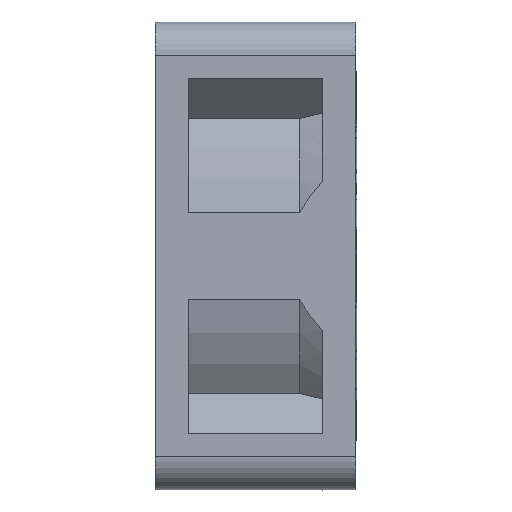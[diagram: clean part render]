
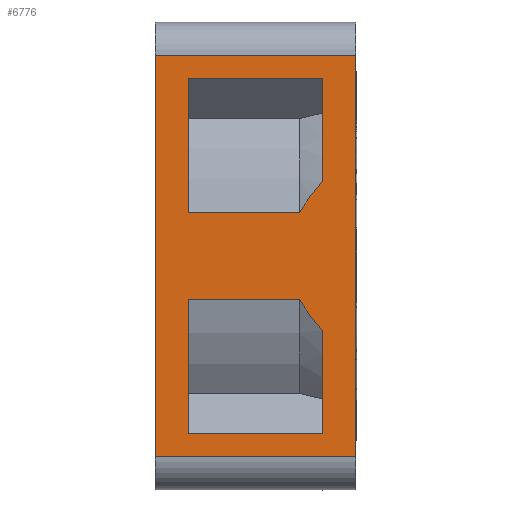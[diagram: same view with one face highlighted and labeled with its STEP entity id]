
A CAD part, left-side view. The second image highlights one B-rep face of the part: STEP entity #6776.
In plain terms, the highlighted planar face has unit normal (-1, 0, 0).
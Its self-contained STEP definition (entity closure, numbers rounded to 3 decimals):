
#253=DIRECTION('',(0.,0.,1.));
#254=VECTOR('',#253,30.);
#255=CARTESIAN_POINT('',(-17.5,0.,-15.));
#256=LINE('',#255,#254);
#830=DIRECTION('',(0.,0.,-1.));
#831=VECTOR('',#830,30.);
#832=CARTESIAN_POINT('',(-17.5,15.,15.));
#833=LINE('',#832,#831);
#2393=DIRECTION('',(0.,1.,0.));
#2394=VECTOR('',#2393,15.);
#2395=CARTESIAN_POINT('',(-17.5,0.,15.));
#2396=LINE('',#2395,#2394);
#2401=DIRECTION('',(0.,1.,0.));
#2402=VECTOR('',#2401,10.04);
#2403=CARTESIAN_POINT('',(-17.5,2.48,13.257));
#2404=LINE('',#2403,#2402);
#2405=DIRECTION('',(0.,0.,-1.));
#2406=VECTOR('',#2405,10.003);
#2407=CARTESIAN_POINT('',(-17.5,12.52,13.257));
#2408=LINE('',#2407,#2406);
#2409=CARTESIAN_POINT('',(-17.5,4.206,3.254));
#2410=CARTESIAN_POINT('',(-17.5,4.054,3.524));
#2411=CARTESIAN_POINT('',(-17.5,3.72,4.053));
#2412=CARTESIAN_POINT('',(-17.5,3.143,4.815));
#2413=CARTESIAN_POINT('',(-17.5,2.709,5.311));
#2414=CARTESIAN_POINT('',(-17.5,2.48,5.556));
#2416=DIRECTION('',(0.,0.,1.));
#2417=VECTOR('',#2416,7.701);
#2418=CARTESIAN_POINT('',(-17.5,2.48,5.556));
#2419=LINE('',#2418,#2417);
#2420=DIRECTION('',(0.,0.,-1.));
#2421=VECTOR('',#2420,10.003);
#2422=CARTESIAN_POINT('',(-17.5,12.52,-3.254));
#2423=LINE('',#2422,#2421);
#2424=DIRECTION('',(0.,0.,1.));
#2425=VECTOR('',#2424,7.701);
#2426=CARTESIAN_POINT('',(-17.5,2.48,-13.257));
#2427=LINE('',#2426,#2425);
#2428=CARTESIAN_POINT('',(-17.5,2.48,-5.556));
#2429=CARTESIAN_POINT('',(-17.5,2.709,-5.311));
#2430=CARTESIAN_POINT('',(-17.5,3.143,-4.814));
#2431=CARTESIAN_POINT('',(-17.5,3.72,-4.053));
#2432=CARTESIAN_POINT('',(-17.5,4.054,-3.524));
#2433=CARTESIAN_POINT('',(-17.5,4.206,-3.254));
#2439=DIRECTION('',(0.,-1.,0.));
#2440=VECTOR('',#2439,15.);
#2441=CARTESIAN_POINT('',(-17.5,15.,-15.));
#2442=LINE('',#2441,#2440);
#2700=DIRECTION('',(0.,1.,0.));
#2701=VECTOR('',#2700,8.314);
#2702=CARTESIAN_POINT('',(-17.5,4.206,3.254));
#2703=LINE('',#2702,#2701);
#2725=DIRECTION('',(0.,-1.,0.));
#2726=VECTOR('',#2725,8.314);
#2727=CARTESIAN_POINT('',(-17.5,12.52,-3.254));
#2728=LINE('',#2727,#2726);
#2742=DIRECTION('',(0.,1.,0.));
#2743=VECTOR('',#2742,10.04);
#2744=CARTESIAN_POINT('',(-17.5,2.48,-13.257));
#2745=LINE('',#2744,#2743);
#3186=CARTESIAN_POINT('',(-17.5,0.,-15.));
#3187=VERTEX_POINT('',#3186);
#3188=CARTESIAN_POINT('',(-17.5,0.,15.));
#3189=VERTEX_POINT('',#3188);
#3275=CARTESIAN_POINT('',(-17.5,15.,15.));
#3276=VERTEX_POINT('',#3275);
#3277=CARTESIAN_POINT('',(-17.5,15.,-15.));
#3278=VERTEX_POINT('',#3277);
#3449=CARTESIAN_POINT('',(-17.5,12.52,3.254));
#3451=VERTEX_POINT('',#3449);
#3452=CARTESIAN_POINT('',(-17.5,12.52,13.257));
#3453=VERTEX_POINT('',#3452);
#3454=CARTESIAN_POINT('',(-17.5,12.52,-3.254));
#3456=VERTEX_POINT('',#3454);
#3458=CARTESIAN_POINT('',(-17.5,12.52,-13.257));
#3459=VERTEX_POINT('',#3458);
#3533=CARTESIAN_POINT('',(-17.5,4.206,3.254));
#3534=VERTEX_POINT('',#3533);
#3566=CARTESIAN_POINT('',(-17.5,2.48,13.257));
#3568=VERTEX_POINT('',#3566);
#3569=CARTESIAN_POINT('',(-17.5,2.48,5.556));
#3570=VERTEX_POINT('',#3569);
#3571=CARTESIAN_POINT('',(-17.5,2.48,-13.257));
#3573=VERTEX_POINT('',#3571);
#3575=CARTESIAN_POINT('',(-17.5,2.48,
-5.556));
#3576=VERTEX_POINT('',#3575);
#3605=CARTESIAN_POINT('',(-17.5,4.206,-3.254));
#3606=VERTEX_POINT('',#3605);
#6740=CARTESIAN_POINT('',(-17.5,0.,15.));
#6741=DIRECTION('',(1.,0.,0.));
#6742=DIRECTION('',(0.,0.,-1.));
#6743=AXIS2_PLACEMENT_3D('',#6740,#6741,#6742);
#6744=PLANE('',#6743);
#6745=ORIENTED_EDGE('',*,*,#4537,.F.);
#6746=ORIENTED_EDGE('',*,*,#6732,.F.);
#6747=ORIENTED_EDGE('',*,*,#4042,.F.);
#6749=ORIENTED_EDGE('',*,*,#6748,.F.);
#6750=EDGE_LOOP('',(#6745,#6746,#6747,#6749));
#6751=FACE_OUTER_BOUND('',#6750,.F.);
#6753=ORIENTED_EDGE('',*,*,#6752,.T.);
#6755=ORIENTED_EDGE('',*,*,#6754,.T.);
#6757=ORIENTED_EDGE('',*,*,#6756,.F.);
#6759=ORIENTED_EDGE('',*,*,#6758,.T.);
#6761=ORIENTED_EDGE('',*,*,#6760,.T.);
#6762=EDGE_LOOP('',(#6753,#6755,#6757,#6759,#6761));
#6763=FACE_BOUND('',#6762,.F.);
#6765=ORIENTED_EDGE('',*,*,#6764,.F.);
#6767=ORIENTED_EDGE('',*,*,#6766,.T.);
#6769=ORIENTED_EDGE('',*,*,#6768,.F.);
#6771=ORIENTED_EDGE('',*,*,#6770,.T.);
#6773=ORIENTED_EDGE('',*,*,#6772,.T.);
#6774=EDGE_LOOP('',(#6765,#6767,#6769,#6771,#6773));
#6775=FACE_BOUND('',#6774,.F.);
#6776=ADVANCED_FACE('',(#6751,#6763,#6775),#6744,.F.);
#2415=B_SPLINE_CURVE_WITH_KNOTS('',3,(#2409,#2410,#2411,#2412,#2413,#2414),
.UNSPECIFIED.,.F.,.F.,(4,1,1,4),(0.,0.333,0.667,1.),
.UNSPECIFIED.);
#2434=B_SPLINE_CURVE_WITH_KNOTS('',3,(#2428,#2429,#2430,#2431,#2432,#2433),
.UNSPECIFIED.,.F.,.F.,(4,1,1,4),(0.,0.333,0.667,1.),
.UNSPECIFIED.);
#4042=EDGE_CURVE('',#3187,#3189,#256,.T.);
#4537=EDGE_CURVE('',#3276,#3278,#833,.T.);
#6732=EDGE_CURVE('',#3189,#3276,#2396,.T.);
#6748=EDGE_CURVE('',#3278,#3187,#2442,.T.);
#6752=EDGE_CURVE('',#3568,#3453,#2404,.T.);
#6754=EDGE_CURVE('',#3453,#3451,#2408,.T.);
#6756=EDGE_CURVE('',#3534,#3451,#2703,.T.);
#6758=EDGE_CURVE('',#3534,#3570,#2415,.T.);
#6760=EDGE_CURVE('',#3570,#3568,#2419,.T.);
#6764=EDGE_CURVE('',#3456,#3606,#2728,.T.);
#6766=EDGE_CURVE('',#3456,#3459,#2423,.T.);
#6768=EDGE_CURVE('',#3573,#3459,#2745,.T.);
#6770=EDGE_CURVE('',#3573,#3576,#2427,.T.);
#6772=EDGE_CURVE('',#3576,#3606,#2434,.T.);
